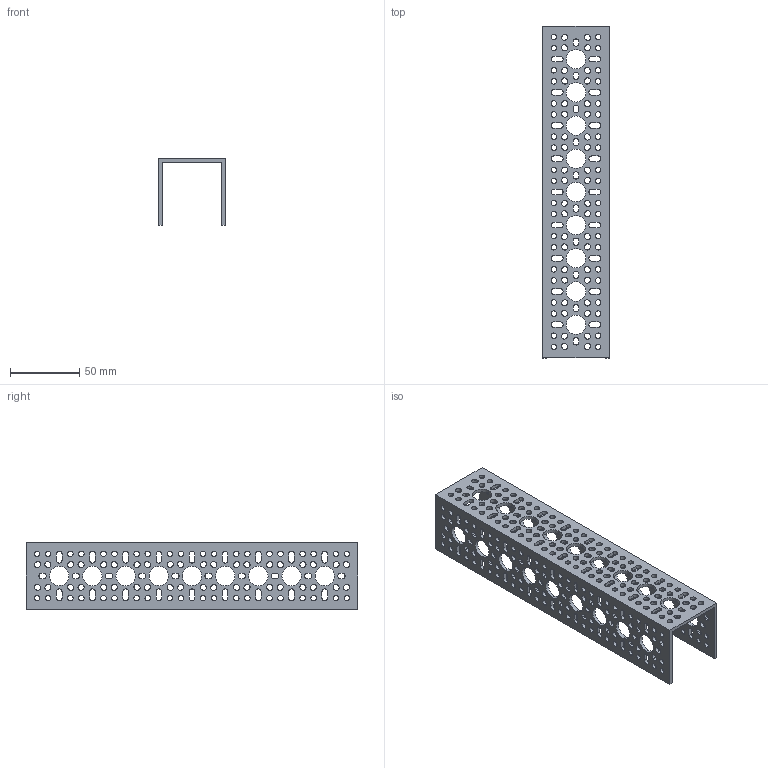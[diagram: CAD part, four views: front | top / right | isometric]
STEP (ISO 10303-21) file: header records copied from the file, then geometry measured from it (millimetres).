
FILE_DESCRIPTION(('Open CASCADE Model'),'2;1');
FILE_NAME('Open CASCADE Shape Model','2023-08-02T22:12:20',('Author'),( 'Open CASCADE'),'Open CASCADE STEP processor 7.7','Open CASCADE 7.7' ,'Unknown');
FILE_SCHEMA(('AUTOMOTIVE_DESIGN { 1 0 10303 214 1 1 1 1 }'));
Length unit declared in the file: millimetre
Products named in the file (1): Open CASCADE STEP translator 7.7 1
Bounding box: 48 x 240 x 48 mm (x, y, z)
Volume: 59064.5 mm3; surface area: 64177.1 mm2
Topology: 1 solids, 1 shells, 1267 faces, 3795 edges, 2530 vertices
Faces by surface type: cylinder 849, plane 418
Entity records: 44881 total; most frequent: DIRECTION 8029, CARTESIAN_POINT 7593, ORIENTED_EDGE 7590, EDGE_CURVE 3795, AXIS2_PLACEMENT_3D 2966, VERTEX_POINT 2530, LINE 2097, VECTOR 2097
